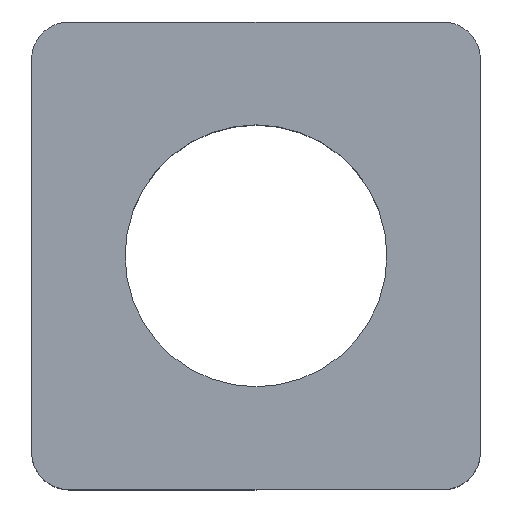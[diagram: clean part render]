
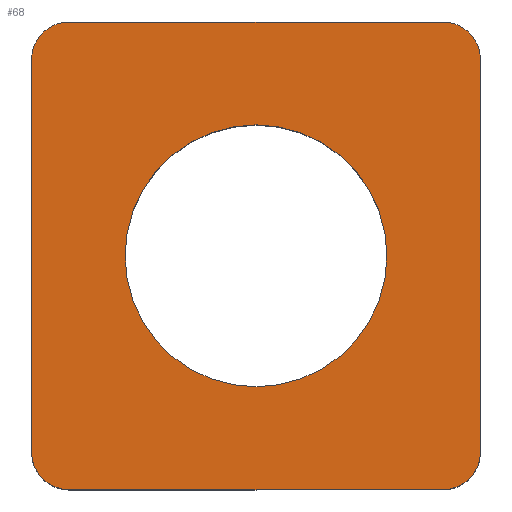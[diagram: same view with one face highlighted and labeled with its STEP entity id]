
A CAD part, top view. The second image highlights one B-rep face of the part: STEP entity #68.
In plain terms, the highlighted planar face has unit normal (0, 0, 1).
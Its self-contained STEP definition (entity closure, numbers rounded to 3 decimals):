
#2 = AXIS2_PLACEMENT_3D ( 'NONE', #332, #235, #104 ) ;
#12 = ORIENTED_EDGE ( 'NONE', *, *, #241, .T. ) ;
#13 = ORIENTED_EDGE ( 'NONE', *, *, #394, .T. ) ;
#28 = CARTESIAN_POINT ( 'NONE',  ( 2., 12.998, 12. ) ) ;
#38 = CARTESIAN_POINT ( 'NONE',  ( -17., 2.498, 12. ) ) ;
#41 = VECTOR ( 'NONE', #446, 1000. ) ;
#43 = EDGE_CURVE ( 'NONE', #296, #350, #307, .T. ) ;
#48 = CIRCLE ( 'NONE', #106, 7. ) ;
#50 = DIRECTION ( 'NONE',  ( 0., 0., 1. ) ) ;
#58 = CARTESIAN_POINT ( 'NONE',  ( 0., 0., 12. ) ) ;
#68 = ADVANCED_FACE ( 'NONE', ( #339, #263 ), #91, .T. ) ;
#70 = DIRECTION ( 'NONE',  ( 0., 0., 1. ) ) ;
#82 = VERTEX_POINT ( 'NONE', #28 ) ;
#84 = CIRCLE ( 'NONE', #140, 2. ) ;
#85 = ORIENTED_EDGE ( 'NONE', *, *, #247, .F. ) ;
#91 = PLANE ( 'NONE',  #369 ) ;
#93 = VECTOR ( 'NONE', #346, 1000. ) ;
#104 = DIRECTION ( 'NONE',  ( 1., 0., 0. ) ) ;
#106 = AXIS2_PLACEMENT_3D ( 'NONE', #240, #177, #109 ) ;
#109 = DIRECTION ( 'NONE',  ( 1., 0., 0. ) ) ;
#114 = LINE ( 'NONE', #116, #430 ) ;
#116 = CARTESIAN_POINT ( 'NONE',  ( 2., -10.002, 12. ) ) ;
#131 = CARTESIAN_POINT ( 'NONE',  ( -22., 12.998, 12. ) ) ;
#133 = EDGE_CURVE ( 'NONE', #315, #218, #451, .T. ) ;
#137 = CARTESIAN_POINT ( 'NONE',  ( -3., 2.498, 12. ) ) ;
#138 = CARTESIAN_POINT ( 'NONE',  ( -22., -8.002, 12. ) ) ;
#140 = AXIS2_PLACEMENT_3D ( 'NONE', #448, #70, #242 ) ;
#141 = AXIS2_PLACEMENT_3D ( 'NONE', #324, #320, #327 ) ;
#144 = ORIENTED_EDGE ( 'NONE', *, *, #404, .T. ) ;
#145 = LINE ( 'NONE', #393, #333 ) ;
#147 = VERTEX_POINT ( 'NONE', #137 ) ;
#159 = CARTESIAN_POINT ( 'NONE',  ( -22., -10.002, 12. ) ) ;
#170 = CIRCLE ( 'NONE', #409, 2. ) ;
#175 = CARTESIAN_POINT ( 'NONE',  ( 2., 14.998, 12. ) ) ;
#177 = DIRECTION ( 'NONE',  ( 0., 0., 1. ) ) ;
#179 = AXIS2_PLACEMENT_3D ( 'NONE', #343, #278, #421 ) ;
#190 = DIRECTION ( 'NONE',  ( 0., 0., 1. ) ) ;
#198 = CIRCLE ( 'NONE', #2, 2. ) ;
#202 = CARTESIAN_POINT ( 'NONE',  ( -20., -10.002, 12. ) ) ;
#208 = CARTESIAN_POINT ( 'NONE',  ( 0., -10.002, 12. ) ) ;
#214 = DIRECTION ( 'NONE',  ( 1., 0., 0. ) ) ;
#215 = EDGE_LOOP ( 'NONE', ( #85, #331 ) ) ;
#218 = VERTEX_POINT ( 'NONE', #308 ) ;
#220 = EDGE_CURVE ( 'NONE', #147, #253, #48, .T. ) ;
#221 = ORIENTED_EDGE ( 'NONE', *, *, #133, .T. ) ;
#231 = CIRCLE ( 'NONE', #179, 7. ) ;
#235 = DIRECTION ( 'NONE',  ( 0., 0., 1. ) ) ;
#240 = CARTESIAN_POINT ( 'NONE',  ( -10., 2.498, 12. ) ) ;
#241 = EDGE_CURVE ( 'NONE', #350, #255, #84, .T. ) ;
#242 = DIRECTION ( 'NONE',  ( 1., 0., 0. ) ) ;
#247 = EDGE_CURVE ( 'NONE', #253, #147, #231, .T. ) ;
#250 = DIRECTION ( 'NONE',  ( 0., 1., 0. ) ) ;
#253 = VERTEX_POINT ( 'NONE', #38 ) ;
#254 = CARTESIAN_POINT ( 'NONE',  ( 2., -8.002, 12. ) ) ;
#255 = VERTEX_POINT ( 'NONE', #202 ) ;
#263 = FACE_BOUND ( 'NONE', #215, .T. ) ;
#268 = DIRECTION ( 'NONE',  ( 1., 0., 0. ) ) ;
#271 = CIRCLE ( 'NONE', #141, 2. ) ;
#276 = VERTEX_POINT ( 'NONE', #208 ) ;
#278 = DIRECTION ( 'NONE',  ( 0., 0., 1. ) ) ;
#292 = DIRECTION ( 'NONE',  ( 1., 0., 0. ) ) ;
#293 = EDGE_LOOP ( 'NONE', ( #326, #321, #221, #13, #434, #12, #144, #426 ) ) ;
#296 = VERTEX_POINT ( 'NONE', #131 ) ;
#307 = LINE ( 'NONE', #159, #41 ) ;
#308 = CARTESIAN_POINT ( 'NONE',  ( -20., 14.998, 12. ) ) ;
#312 = EDGE_CURVE ( 'NONE', #276, #436, #198, .T. ) ;
#315 = VERTEX_POINT ( 'NONE', #382 ) ;
#320 = DIRECTION ( 'NONE',  ( 0., 0., 1. ) ) ;
#321 = ORIENTED_EDGE ( 'NONE', *, *, #364, .T. ) ;
#322 = CARTESIAN_POINT ( 'NONE',  ( 0., 12.998, 12. ) ) ;
#324 = CARTESIAN_POINT ( 'NONE',  ( -20., 12.998, 12. ) ) ;
#326 = ORIENTED_EDGE ( 'NONE', *, *, #416, .T. ) ;
#327 = DIRECTION ( 'NONE',  ( 1., 0., 0. ) ) ;
#331 = ORIENTED_EDGE ( 'NONE', *, *, #220, .F. ) ;
#332 = CARTESIAN_POINT ( 'NONE',  ( 0., -8.002, 12. ) ) ;
#333 = VECTOR ( 'NONE', #250, 1000. ) ;
#339 = FACE_OUTER_BOUND ( 'NONE', #293, .T. ) ;
#343 = CARTESIAN_POINT ( 'NONE',  ( -10., 2.498, 12. ) ) ;
#346 = DIRECTION ( 'NONE',  ( -1., 0., 0. ) ) ;
#350 = VERTEX_POINT ( 'NONE', #138 ) ;
#364 = EDGE_CURVE ( 'NONE', #82, #315, #170, .T. ) ;
#369 = AXIS2_PLACEMENT_3D ( 'NONE', #58, #190, #268 ) ;
#382 = CARTESIAN_POINT ( 'NONE',  ( 0., 14.998, 12. ) ) ;
#393 = CARTESIAN_POINT ( 'NONE',  ( 2., -10.002, 12. ) ) ;
#394 = EDGE_CURVE ( 'NONE', #218, #296, #271, .T. ) ;
#404 = EDGE_CURVE ( 'NONE', #255, #276, #114, .T. ) ;
#409 = AXIS2_PLACEMENT_3D ( 'NONE', #322, #50, #292 ) ;
#416 = EDGE_CURVE ( 'NONE', #436, #82, #145, .T. ) ;
#421 = DIRECTION ( 'NONE',  ( 1., 0., 0. ) ) ;
#426 = ORIENTED_EDGE ( 'NONE', *, *, #312, .T. ) ;
#430 = VECTOR ( 'NONE', #214, 1000. ) ;
#434 = ORIENTED_EDGE ( 'NONE', *, *, #43, .T. ) ;
#436 = VERTEX_POINT ( 'NONE', #254 ) ;
#446 = DIRECTION ( 'NONE',  ( 0., -1., 0. ) ) ;
#448 = CARTESIAN_POINT ( 'NONE',  ( -20., -8.002, 12. ) ) ;
#451 = LINE ( 'NONE', #175, #93 ) ;
